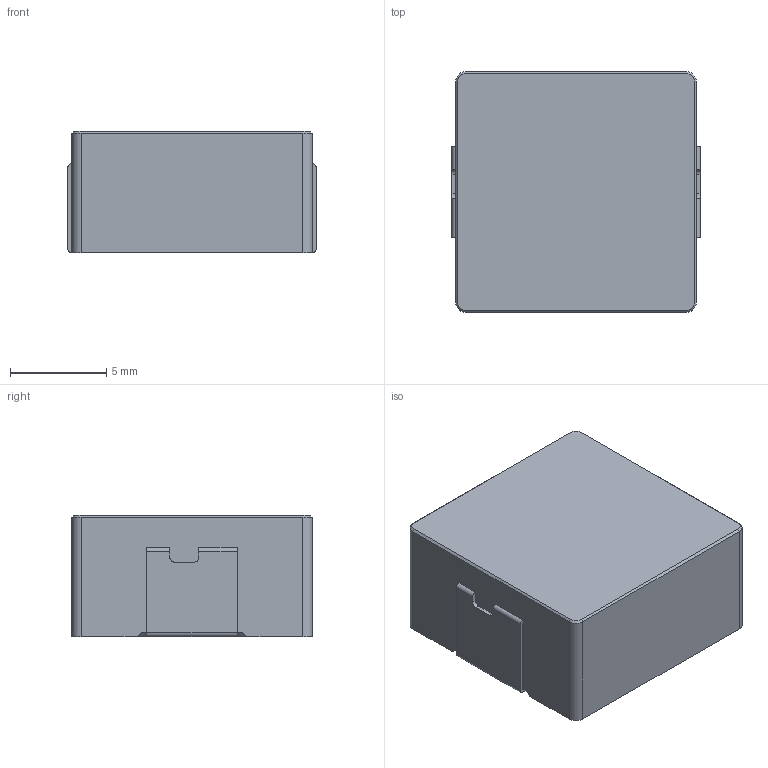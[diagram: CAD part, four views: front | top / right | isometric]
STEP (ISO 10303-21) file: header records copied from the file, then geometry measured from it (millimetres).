
FILE_DESCRIPTION(/* description */ (''),/* implementation_level */ '2;1');
FILE_NAME(/* name */ 'IND_BOURNS_SRP1265A.stp',/* time_stamp */ '2015-11-30T15:39:46+01:00',/* author */ ('bcivel'),/* organization */ (''),/* preprocessor_version */ 'ST-DEVELOPER v15.5',/* originating_system */ 'AutoCAD Mechanical',/* authorisation */ '');
FILE_SCHEMA (('AUTOMOTIVE_DESIGN { 1 0 10303 214 3 1 1 }'));
Length unit declared in the file: millimetre
Products named in the file (1): Product
Bounding box: 12.9 x 12.5 x 6.3 mm (x, y, z)
Volume: 992.5 mm3; surface area: 787.3 mm2
Topology: 3 solids, 3 shells, 92 faces, 250 edges, 164 vertices
Faces by surface type: plane 54, cylinder 34, cone 4
Entity records: 2939 total; most frequent: DIRECTION 508, CARTESIAN_POINT 507, ORIENTED_EDGE 500, EDGE_CURVE 250, LINE 178, VECTOR 178, AXIS2_PLACEMENT_3D 165, VERTEX_POINT 164
